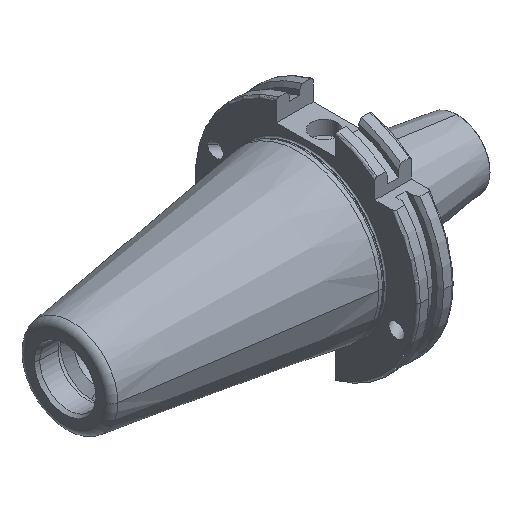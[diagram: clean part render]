
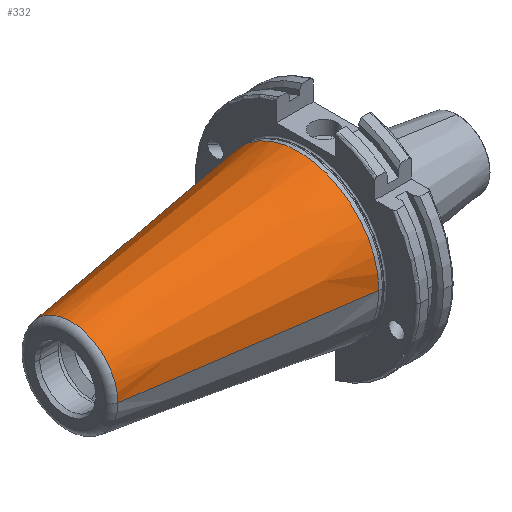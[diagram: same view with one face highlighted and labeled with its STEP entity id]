
A CAD part, isometric view. The second image highlights one B-rep face of the part: STEP entity #332.
In plain terms, the highlighted conical face has half-angle 8.297 degrees and reference radius 34.925 mm.
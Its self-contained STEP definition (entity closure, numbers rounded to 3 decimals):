
#36 = VERTEX_POINT ( 'NONE', #3437 ) ;
#332 = ADVANCED_FACE ( 'NONE', ( #3211 ), #1516, .T. ) ;
#476 = CARTESIAN_POINT ( 'NONE',  ( -7.381, -34.925, 0. ) ) ;
#531 = CIRCLE ( 'NONE', #3040, 34.925 ) ;
#645 = DIRECTION ( 'NONE',  ( 0.99, 0.144, 0. ) ) ;
#678 = DIRECTION ( 'NONE',  ( 1., 0., 0. ) ) ;
#695 = CARTESIAN_POINT ( 'NONE',  ( -7.381, 34.925, 0. ) ) ;
#709 = DIRECTION ( 'NONE',  ( 0.99, -0.144, 0. ) ) ;
#759 = ORIENTED_EDGE ( 'NONE', *, *, #3743, .F. ) ;
#896 = ORIENTED_EDGE ( 'NONE', *, *, #2680, .T. ) ;
#954 = VECTOR ( 'NONE', #645, 1000. ) ;
#1168 = EDGE_CURVE ( 'NONE', #2138, #2670, #531, .T. ) ;
#1285 = ORIENTED_EDGE ( 'NONE', *, *, #1168, .T. ) ;
#1326 = CARTESIAN_POINT ( 'NONE',  ( -106.564, 0., 0. ) ) ;
#1371 = VECTOR ( 'NONE', #709, 1000. ) ;
#1423 = EDGE_LOOP ( 'NONE', ( #759, #896, #1285, #2671 ) ) ;
#1445 = CARTESIAN_POINT ( 'NONE',  ( -7.381, 0., 0. ) ) ;
#1516 = CONICAL_SURFACE ( 'NONE', #3063, 34.925, 0.145 ) ;
#1626 = DIRECTION ( 'NONE',  ( 0., -1., 0. ) ) ;
#1839 = DIRECTION ( 'NONE',  ( 0., 1., 0. ) ) ;
#2138 = VERTEX_POINT ( 'NONE', #476 ) ;
#2153 = CARTESIAN_POINT ( 'NONE',  ( -7.381, 0., 0. ) ) ;
#2433 = CARTESIAN_POINT ( 'NONE',  ( -7.381, 34.925, 0. ) ) ;
#2496 = CARTESIAN_POINT ( 'NONE',  ( -7.381, -34.925, 0. ) ) ;
#2540 = CARTESIAN_POINT ( 'NONE',  ( -106.564, 20.461, 0. ) ) ;
#2542 = EDGE_CURVE ( 'NONE', #3300, #2670, #2553, .T. ) ;
#2553 = LINE ( 'NONE', #2433, #954 ) ;
#2670 = VERTEX_POINT ( 'NONE', #695 ) ;
#2671 = ORIENTED_EDGE ( 'NONE', *, *, #2542, .F. ) ;
#2680 = EDGE_CURVE ( 'NONE', #36, #2138, #2870, .T. ) ;
#2869 = DIRECTION ( 'NONE',  ( 0., -1., 0. ) ) ;
#2870 = LINE ( 'NONE', #2496, #1371 ) ;
#2894 = AXIS2_PLACEMENT_3D ( 'NONE', #1326, #3421, #1626 ) ;
#3038 = CIRCLE ( 'NONE', #2894, 20.461 ) ;
#3040 = AXIS2_PLACEMENT_3D ( 'NONE', #1445, #3453, #2869 ) ;
#3063 = AXIS2_PLACEMENT_3D ( 'NONE', #2153, #678, #1839 ) ;
#3211 = FACE_OUTER_BOUND ( 'NONE', #1423, .T. ) ;
#3300 = VERTEX_POINT ( 'NONE', #2540 ) ;
#3421 = DIRECTION ( 'NONE',  ( -1., 0., 0. ) ) ;
#3437 = CARTESIAN_POINT ( 'NONE',  ( -106.564, -20.461, 0. ) ) ;
#3453 = DIRECTION ( 'NONE',  ( -1., 0., 0. ) ) ;
#3743 = EDGE_CURVE ( 'NONE', #36, #3300, #3038, .T. ) ;
